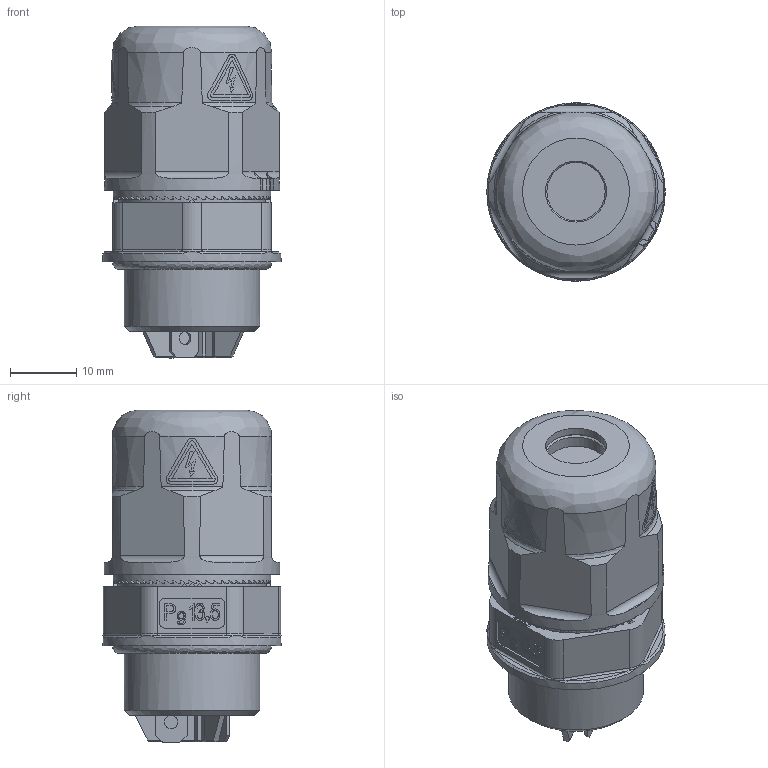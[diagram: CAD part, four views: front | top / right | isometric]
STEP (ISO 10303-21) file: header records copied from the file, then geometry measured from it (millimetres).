
FILE_DESCRIPTION(/* description */ (''),/* implementation_level */ '2;1');
FILE_NAME(/* name */ '100644735ugm000_a.stp',/* time_stamp */ '2017-12-06T14:06:11+01:00',/* author */ (''),/* organization */ (''),/* preprocessor_version */ 'ST-DEVELOPER v16',/* originating_system */ 'SIEMENS PLM Software NX 10.0',/* authorisation */ '');
FILE_SCHEMA (('AUTOMOTIVE_DESIGN { 1 0 10303 214 3 1 1 1 }'));
Length unit declared in the file: millimetre
Products named in the file (1): 100644735ugm000_a
Bounding box: 26.9 x 26.9 x 50.1 mm (x, y, z)
Volume: 19565.6 mm3; surface area: 5814.2 mm2
Topology: 1 solids, 2 shells, 773 faces, 2264 edges, 1525 vertices
Faces by surface type: plane 402, cylinder 278, bspline 58, cone 35
Full cylindrical faces by diameter (mm): 2 x6, 8.8 x1, 9.2 x1, 20.4 x2, 22.355 x1, 23.8 x1, 26.9 x1
Entity records: 33969 total; most frequent: CARTESIAN_POINT 8621, ORIENTED_EDGE 4482, DIRECTION 3862, EDGE_CURVE 2241, VERTEX_POINT 1519, AXIS2_PLACEMENT_3D 1440, LINE 982, VECTOR 982
